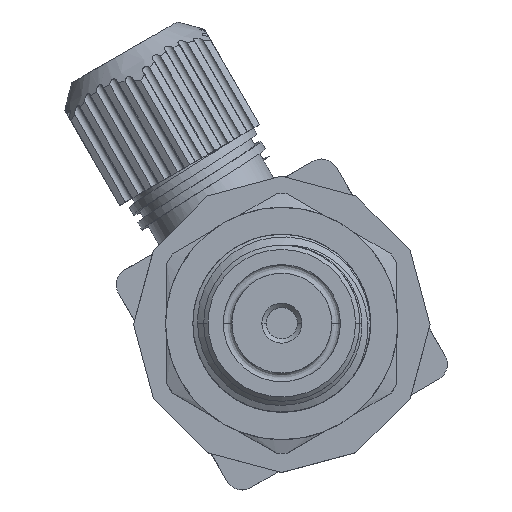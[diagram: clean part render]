
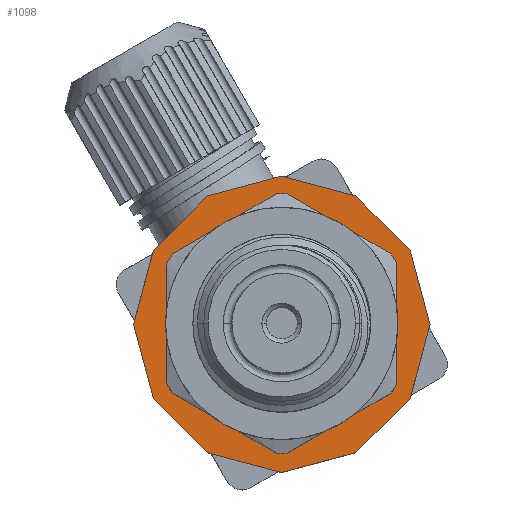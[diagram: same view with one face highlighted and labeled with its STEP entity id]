
A CAD part, top view. The second image highlights one B-rep face of the part: STEP entity #1098.
In plain terms, the highlighted planar face has unit normal (0, 0, 1).
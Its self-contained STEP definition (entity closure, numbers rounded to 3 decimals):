
#142 = EDGE_CURVE ( 'NONE', #9232, #9520, #9837, .T. ) ;
#474 = LINE ( 'NONE', #5817, #7029 ) ;
#542 = VERTEX_POINT ( 'NONE', #2196 ) ;
#610 = CARTESIAN_POINT ( 'NONE',  ( 14.793, -8.541, 0. ) ) ;
#775 = CARTESIAN_POINT ( 'NONE',  ( 14.793, 8.541, 0. ) ) ;
#805 = EDGE_CURVE ( 'NONE', #7575, #1012, #6335, .T. ) ;
#847 = CARTESIAN_POINT ( 'NONE',  ( -14.793, -8.541, 0. ) ) ;
#889 = ORIENTED_EDGE ( 'NONE', *, *, #4830, .F. ) ;
#943 = LINE ( 'NONE', #610, #6419 ) ;
#1012 = VERTEX_POINT ( 'NONE', #4871 ) ;
#1089 = CARTESIAN_POINT ( 'NONE',  ( -8.541, -14.793, 0. ) ) ;
#1098 = ADVANCED_FACE ( 'NONE', ( #10299 ), #4950, .F. ) ;
#1115 = EDGE_CURVE ( 'NONE', #1012, #7717, #6203, .T. ) ;
#1269 = LINE ( 'NONE', #775, #6005 ) ;
#1290 = CARTESIAN_POINT ( 'NONE',  ( 8.541, -14.793, 0. ) ) ;
#1436 = CARTESIAN_POINT ( 'NONE',  ( 0., -17.082, 0. ) ) ;
#1715 = DIRECTION ( 'NONE',  ( 0.966, -0.259, 0. ) ) ;
#1733 = DIRECTION ( 'NONE',  ( 0.259, -0.966, 0. ) ) ;
#1753 = VECTOR ( 'NONE', #8921, 1000. ) ;
#1904 = CARTESIAN_POINT ( 'NONE',  ( -14.793, 8.541, 0. ) ) ;
#2018 = EDGE_CURVE ( 'NONE', #3769, #10943, #2606, .T. ) ;
#2055 = DIRECTION ( 'NONE',  ( -0.259, -0.966, 0. ) ) ;
#2059 = DIRECTION ( 'NONE',  ( -1., 0., 0. ) ) ;
#2196 = CARTESIAN_POINT ( 'NONE',  ( 14.793, 8.541, 0. ) ) ;
#2391 = CARTESIAN_POINT ( 'NONE',  ( 0., -17.082, 0. ) ) ;
#2606 = LINE ( 'NONE', #7821, #11305 ) ;
#2801 = EDGE_CURVE ( 'NONE', #10310, #9232, #3669, .T. ) ;
#3015 = CARTESIAN_POINT ( 'NONE',  ( -8.541, 14.793, 0. ) ) ;
#3153 = CARTESIAN_POINT ( 'NONE',  ( 0., 17.082, 0. ) ) ;
#3270 = DIRECTION ( 'NONE',  ( -0.966, -0.259, 0. ) ) ;
#3317 = ORIENTED_EDGE ( 'NONE', *, *, #5910, .F. ) ;
#3320 = CARTESIAN_POINT ( 'NONE',  ( -17.082, 0., 0. ) ) ;
#3413 = DIRECTION ( 'NONE',  ( -0.966, 0.259, 0. ) ) ;
#3467 = VECTOR ( 'NONE', #3859, 1000. ) ;
#3669 = LINE ( 'NONE', #6609, #12378 ) ;
#3765 = ORIENTED_EDGE ( 'NONE', *, *, #2801, .F. ) ;
#3769 = VERTEX_POINT ( 'NONE', #10510 ) ;
#3805 = VECTOR ( 'NONE', #7321, 1000. ) ;
#3859 = DIRECTION ( 'NONE',  ( -0.259, 0.966, 0. ) ) ;
#3903 = ORIENTED_EDGE ( 'NONE', *, *, #805, .F. ) ;
#4004 = EDGE_CURVE ( 'NONE', #5823, #6833, #10440, .T. ) ;
#4830 = EDGE_CURVE ( 'NONE', #542, #3769, #1269, .T. ) ;
#4838 = ORIENTED_EDGE ( 'NONE', *, *, #4004, .F. ) ;
#4871 = CARTESIAN_POINT ( 'NONE',  ( -8.541, 14.793, 0. ) ) ;
#4950 = PLANE ( 'NONE',  #11143 ) ;
#5430 = CARTESIAN_POINT ( 'NONE',  ( 8.541, 14.793, 0. ) ) ;
#5518 = CARTESIAN_POINT ( 'NONE',  ( 0., 17.082, 0. ) ) ;
#5817 = CARTESIAN_POINT ( 'NONE',  ( -17.082, 0., 0. ) ) ;
#5823 = VERTEX_POINT ( 'NONE', #7394 ) ;
#5910 = EDGE_CURVE ( 'NONE', #6833, #10310, #7507, .T. ) ;
#5962 = EDGE_CURVE ( 'NONE', #7717, #8936, #11478, .T. ) ;
#6005 = VECTOR ( 'NONE', #1733, 1000. ) ;
#6091 = ORIENTED_EDGE ( 'NONE', *, *, #142, .F. ) ;
#6203 = LINE ( 'NONE', #3015, #1753 ) ;
#6249 = DIRECTION ( 'NONE',  ( 0.707, 0.707, 0. ) ) ;
#6335 = LINE ( 'NONE', #10121, #12616 ) ;
#6419 = VECTOR ( 'NONE', #12385, 1000. ) ;
#6561 = EDGE_CURVE ( 'NONE', #9520, #7575, #474, .T. ) ;
#6609 = CARTESIAN_POINT ( 'NONE',  ( -8.541, -14.793, 0. ) ) ;
#6833 = VERTEX_POINT ( 'NONE', #2391 ) ;
#7029 = VECTOR ( 'NONE', #8812, 1000. ) ;
#7321 = DIRECTION ( 'NONE',  ( 0.707, -0.707, 0. ) ) ;
#7394 = CARTESIAN_POINT ( 'NONE',  ( 8.541, -14.793, 0. ) ) ;
#7507 = LINE ( 'NONE', #1436, #11325 ) ;
#7575 = VERTEX_POINT ( 'NONE', #1904 ) ;
#7594 = DIRECTION ( 'NONE',  ( -0.707, 0.707, 0. ) ) ;
#7717 = VERTEX_POINT ( 'NONE', #3153 ) ;
#7821 = CARTESIAN_POINT ( 'NONE',  ( 17.082, 0., 0. ) ) ;
#7859 = CARTESIAN_POINT ( 'NONE',  ( 14.793, -8.541, 0. ) ) ;
#7866 = VECTOR ( 'NONE', #3270, 1000. ) ;
#7909 = DIRECTION ( 'NONE',  ( 0., 0., -1. ) ) ;
#7919 = EDGE_LOOP ( 'NONE', ( #11673, #6091, #3765, #3317, #4838, #9401, #9236, #889, #8467, #9538, #9098, #3903 ) ) ;
#7976 = EDGE_CURVE ( 'NONE', #10943, #5823, #943, .T. ) ;
#8467 = ORIENTED_EDGE ( 'NONE', *, *, #9988, .F. ) ;
#8812 = DIRECTION ( 'NONE',  ( 0.259, 0.966, 0. ) ) ;
#8921 = DIRECTION ( 'NONE',  ( 0.966, 0.259, 0. ) ) ;
#8936 = VERTEX_POINT ( 'NONE', #12115 ) ;
#9042 = VECTOR ( 'NONE', #1715, 1000. ) ;
#9098 = ORIENTED_EDGE ( 'NONE', *, *, #1115, .F. ) ;
#9232 = VERTEX_POINT ( 'NONE', #847 ) ;
#9236 = ORIENTED_EDGE ( 'NONE', *, *, #2018, .F. ) ;
#9270 = LINE ( 'NONE', #5430, #3805 ) ;
#9401 = ORIENTED_EDGE ( 'NONE', *, *, #7976, .F. ) ;
#9520 = VERTEX_POINT ( 'NONE', #3320 ) ;
#9538 = ORIENTED_EDGE ( 'NONE', *, *, #5962, .F. ) ;
#9837 = LINE ( 'NONE', #12659, #3467 ) ;
#9988 = EDGE_CURVE ( 'NONE', #8936, #542, #9270, .T. ) ;
#10121 = CARTESIAN_POINT ( 'NONE',  ( -14.793, 8.541, 0. ) ) ;
#10299 = FACE_OUTER_BOUND ( 'NONE', #7919, .T. ) ;
#10310 = VERTEX_POINT ( 'NONE', #1089 ) ;
#10440 = LINE ( 'NONE', #1290, #7866 ) ;
#10510 = CARTESIAN_POINT ( 'NONE',  ( 17.082, 0., 0. ) ) ;
#10943 = VERTEX_POINT ( 'NONE', #7859 ) ;
#11143 = AXIS2_PLACEMENT_3D ( 'NONE', #11789, #7909, #2059 ) ;
#11305 = VECTOR ( 'NONE', #2055, 1000. ) ;
#11325 = VECTOR ( 'NONE', #3413, 1000. ) ;
#11478 = LINE ( 'NONE', #5518, #9042 ) ;
#11673 = ORIENTED_EDGE ( 'NONE', *, *, #6561, .F. ) ;
#11789 = CARTESIAN_POINT ( 'NONE',  ( 0., 0., 0. ) ) ;
#12115 = CARTESIAN_POINT ( 'NONE',  ( 8.541, 14.793, 0. ) ) ;
#12378 = VECTOR ( 'NONE', #7594, 1000. ) ;
#12385 = DIRECTION ( 'NONE',  ( -0.707, -0.707, 0. ) ) ;
#12616 = VECTOR ( 'NONE', #6249, 1000. ) ;
#12659 = CARTESIAN_POINT ( 'NONE',  ( -14.793, -8.541, 0. ) ) ;
